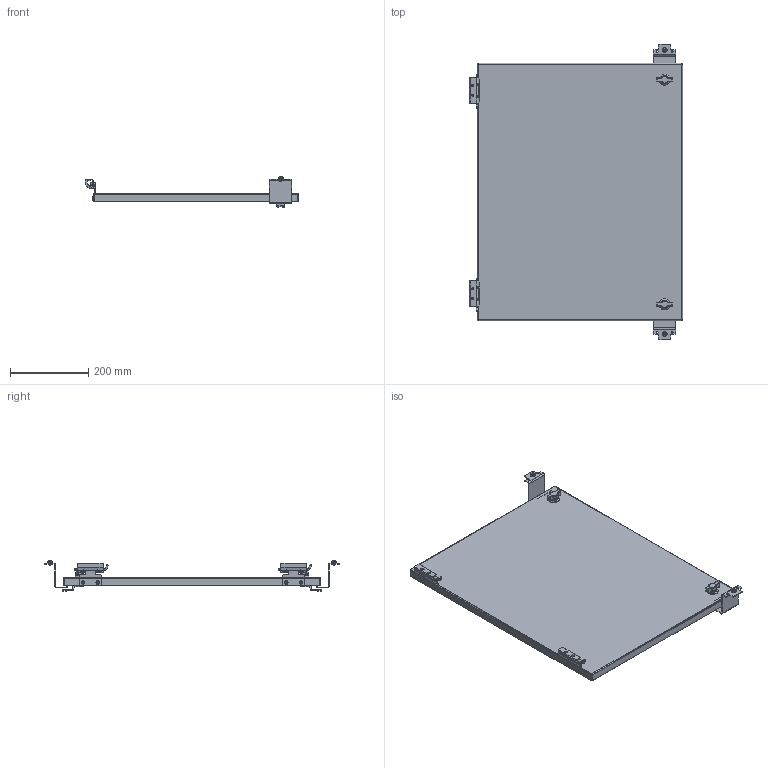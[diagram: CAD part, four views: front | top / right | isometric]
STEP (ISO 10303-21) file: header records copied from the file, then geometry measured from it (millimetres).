
FILE_DESCRIPTION (( 'STEP AP214' ), '1' );
FILE_NAME ('SCE-DF30EL24LP.STEP', '2022-07-27T17:15:33', ( '' ), ( '' ), 'SwSTEP 2.0', 'SolidWorks 2021', '' );
FILE_SCHEMA (( 'AUTOMOTIVE_DESIGN' ));
Length unit declared in the file: inch
Products named in the file (1): SCE-DF30EL24LP
Bounding box: 545.93 x 757.88 x 79.21 mm (x, y, z)
Volume: 701646 mm3; surface area: 874747.3 mm2
Topology: 35 solids, 35 shells, 1077 faces, 2709 edges, 1657 vertices
Faces by surface type: plane 547, cylinder 288, bspline 142, cone 54, torus 34, sphere 12
Full cylindrical faces by diameter (mm): 3.962 x2, 4.318 x6, 4.775 x8, 4.826 x6, 4.978 x6, 5 x2, 5.334 x4, 5.639 x4, 6.325 x8, 6.35 x8, 8.636 x6, 9.474 x4, 9.9 x2, 10 x2, 11 x2, 12.446 x2, 12.7 x2, 12.8 x2, 16 x4, 16.1 x2, 19.8 x2, 28 x2
Entity records: 36172 total; most frequent: CARTESIAN_POINT 11966, ORIENTED_EDGE 4860, DIRECTION 4636, EDGE_CURVE 2430, AXIS2_PLACEMENT_3D 1672, VERTEX_POINT 1610, EDGE_LOOP 1340, VECTOR 1292
